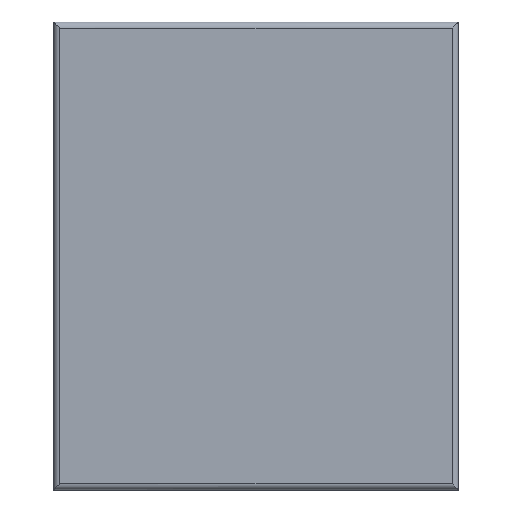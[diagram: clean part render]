
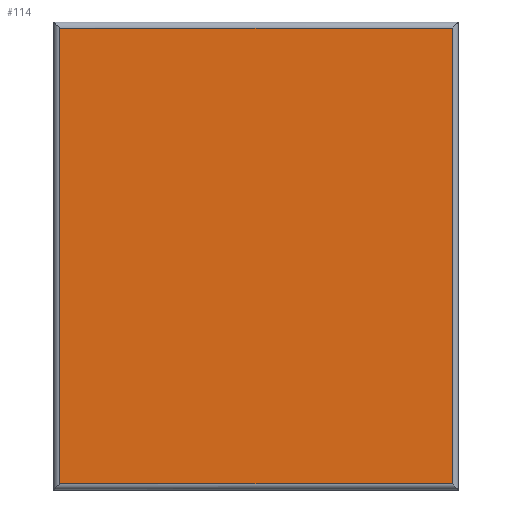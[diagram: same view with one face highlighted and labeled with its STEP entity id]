
A CAD part, top view. The second image highlights one B-rep face of the part: STEP entity #114.
In plain terms, the highlighted planar face has unit normal (0, 0, 1).
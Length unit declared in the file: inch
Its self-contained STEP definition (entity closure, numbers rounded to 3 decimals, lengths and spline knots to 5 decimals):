
#23 = DIRECTION ( 'NONE',  ( 0., -1., 0. ) ) ;
#26 = VECTOR ( 'NONE', #635, 39.37008 ) ;
#41 = EDGE_CURVE ( 'NONE', #559, #471, #318, .T. ) ;
#71 = CARTESIAN_POINT ( 'NONE',  ( 23.21956, 0., -5.8307 ) ) ;
#102 = ORIENTED_EDGE ( 'NONE', *, *, #442, .F. ) ;
#114 = ADVANCED_FACE ( 'NONE', ( #475 ), #485, .T. ) ;
#117 = CARTESIAN_POINT ( 'NONE',  ( 0., 12.65356, -5.8307 ) ) ;
#119 = CARTESIAN_POINT ( 'NONE',  ( 15.46956, 3.66343, -5.8307 ) ) ;
#152 = EDGE_CURVE ( 'NONE', #530, #559, #438, .T. ) ;
#159 = AXIS2_PLACEMENT_3D ( 'NONE', #269, #525, #427 ) ;
#182 = CARTESIAN_POINT ( 'NONE',  ( 23.21956, 12.65356, -5.8307 ) ) ;
#235 = EDGE_LOOP ( 'NONE', ( #501, #102, #511, #358 ) ) ;
#269 = CARTESIAN_POINT ( 'NONE',  ( 0., 0., -5.8307 ) ) ;
#305 = CARTESIAN_POINT ( 'NONE',  ( 15.46956, 0., -5.8307 ) ) ;
#318 = LINE ( 'NONE', #624, #26 ) ;
#324 = DIRECTION ( 'NONE',  ( 1., 0., 0. ) ) ;
#333 = VECTOR ( 'NONE', #23, 39.37008 ) ;
#338 = EDGE_CURVE ( 'NONE', #471, #481, #507, .T. ) ;
#353 = VECTOR ( 'NONE', #503, 39.37008 ) ;
#358 = ORIENTED_EDGE ( 'NONE', *, *, #41, .F. ) ;
#380 = CARTESIAN_POINT ( 'NONE',  ( 15.46956, 12.65356, -5.8307 ) ) ;
#395 = LINE ( 'NONE', #117, #455 ) ;
#427 = DIRECTION ( 'NONE',  ( -1., 0., 0. ) ) ;
#438 = LINE ( 'NONE', #71, #333 ) ;
#442 = EDGE_CURVE ( 'NONE', #481, #530, #395, .T. ) ;
#443 = CARTESIAN_POINT ( 'NONE',  ( 23.21956, 3.66343, -5.8307 ) ) ;
#455 = VECTOR ( 'NONE', #324, 39.37008 ) ;
#471 = VERTEX_POINT ( 'NONE', #119 ) ;
#475 = FACE_OUTER_BOUND ( 'NONE', #235, .T. ) ;
#481 = VERTEX_POINT ( 'NONE', #380 ) ;
#485 = PLANE ( 'NONE',  #159 ) ;
#501 = ORIENTED_EDGE ( 'NONE', *, *, #152, .F. ) ;
#503 = DIRECTION ( 'NONE',  ( 0., 1., 0. ) ) ;
#507 = LINE ( 'NONE', #305, #353 ) ;
#511 = ORIENTED_EDGE ( 'NONE', *, *, #338, .F. ) ;
#525 = DIRECTION ( 'NONE',  ( 0., 0., 1. ) ) ;
#530 = VERTEX_POINT ( 'NONE', #182 ) ;
#559 = VERTEX_POINT ( 'NONE', #443 ) ;
#624 = CARTESIAN_POINT ( 'NONE',  ( 0., 3.66343, -5.8307 ) ) ;
#635 = DIRECTION ( 'NONE',  ( -1., 0., 0. ) ) ;
